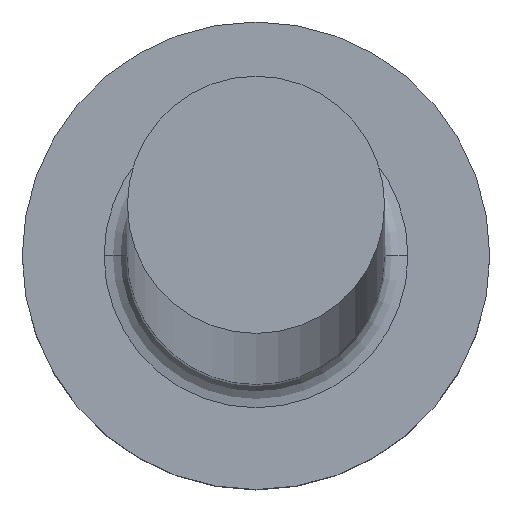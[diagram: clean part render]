
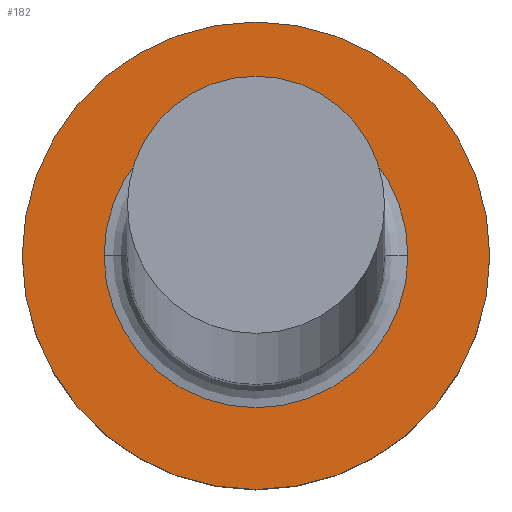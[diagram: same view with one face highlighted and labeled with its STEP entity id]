
A CAD part, top view. The second image highlights one B-rep face of the part: STEP entity #182.
In plain terms, the highlighted planar face has unit normal (0, 0, 1).
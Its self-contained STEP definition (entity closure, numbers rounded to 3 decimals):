
#1 = VERTEX_POINT ( 'NONE', #282 ) ;
#11 = CARTESIAN_POINT ( 'NONE',  ( 1.3, 0., 2. ) ) ;
#17 = CARTESIAN_POINT ( 'NONE',  ( 0., 0., 2. ) ) ;
#29 = EDGE_CURVE ( 'NONE', #288, #1, #124, .T. ) ;
#41 = DIRECTION ( 'NONE',  ( 1., 0., 0. ) ) ;
#45 = DIRECTION ( 'NONE',  ( 0., 0., -1. ) ) ;
#47 = ORIENTED_EDGE ( 'NONE', *, *, #113, .T. ) ;
#52 = ORIENTED_EDGE ( 'NONE', *, *, #170, .T. ) ;
#61 = DIRECTION ( 'NONE',  ( 1., 0., 0. ) ) ;
#67 = DIRECTION ( 'NONE',  ( 1., 0., 0. ) ) ;
#68 = AXIS2_PLACEMENT_3D ( 'NONE', #81, #144, #41 ) ;
#74 = VERTEX_POINT ( 'NONE', #115 ) ;
#81 = CARTESIAN_POINT ( 'NONE',  ( 0., 0., 2. ) ) ;
#86 = FACE_BOUND ( 'NONE', #93, .T. ) ;
#93 = EDGE_LOOP ( 'NONE', ( #250, #52 ) ) ;
#104 = CIRCLE ( 'NONE', #108, 1.3 ) ;
#108 = AXIS2_PLACEMENT_3D ( 'NONE', #278, #45, #61 ) ;
#113 = EDGE_CURVE ( 'NONE', #1, #288, #243, .T. ) ;
#115 = CARTESIAN_POINT ( 'NONE',  ( -1.3, 0., 2. ) ) ;
#117 = EDGE_CURVE ( 'NONE', #266, #74, #214, .T. ) ;
#124 = CIRCLE ( 'NONE', #171, 2. ) ;
#127 = EDGE_LOOP ( 'NONE', ( #270, #47 ) ) ;
#138 = FACE_OUTER_BOUND ( 'NONE', #127, .T. ) ;
#144 = DIRECTION ( 'NONE',  ( 0., 0., -1. ) ) ;
#170 = EDGE_CURVE ( 'NONE', #74, #266, #104, .T. ) ;
#171 = AXIS2_PLACEMENT_3D ( 'NONE', #220, #218, #241 ) ;
#181 = CARTESIAN_POINT ( 'NONE',  ( -2., 0., 2. ) ) ;
#182 = ADVANCED_FACE ( 'NONE', ( #86, #138 ), #237, .T. ) ;
#188 = AXIS2_PLACEMENT_3D ( 'NONE', #216, #198, #235 ) ;
#195 = DIRECTION ( 'NONE',  ( 0., 0., 1. ) ) ;
#198 = DIRECTION ( 'NONE',  ( 0., 0., 1. ) ) ;
#214 = CIRCLE ( 'NONE', #68, 1.3 ) ;
#216 = CARTESIAN_POINT ( 'NONE',  ( 0., 0., 2. ) ) ;
#218 = DIRECTION ( 'NONE',  ( 0., 0., 1. ) ) ;
#220 = CARTESIAN_POINT ( 'NONE',  ( 0., 0., 2. ) ) ;
#235 = DIRECTION ( 'NONE',  ( 1., 0., 0. ) ) ;
#237 = PLANE ( 'NONE',  #305 ) ;
#241 = DIRECTION ( 'NONE',  ( 1., 0., 0. ) ) ;
#243 = CIRCLE ( 'NONE', #188, 2. ) ;
#250 = ORIENTED_EDGE ( 'NONE', *, *, #117, .T. ) ;
#266 = VERTEX_POINT ( 'NONE', #11 ) ;
#270 = ORIENTED_EDGE ( 'NONE', *, *, #29, .T. ) ;
#278 = CARTESIAN_POINT ( 'NONE',  ( 0., 0., 2. ) ) ;
#282 = CARTESIAN_POINT ( 'NONE',  ( 2., 0., 2. ) ) ;
#288 = VERTEX_POINT ( 'NONE', #181 ) ;
#305 = AXIS2_PLACEMENT_3D ( 'NONE', #17, #195, #67 ) ;
